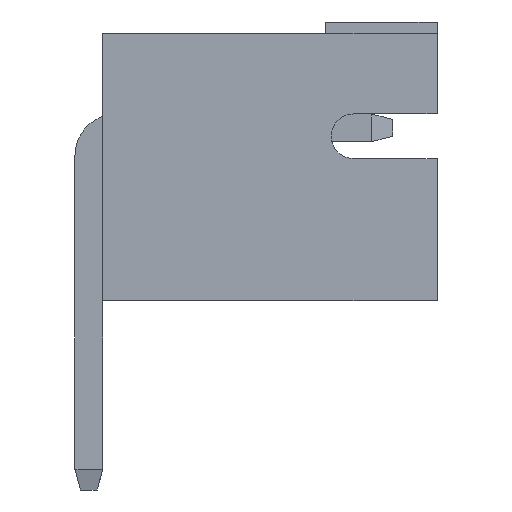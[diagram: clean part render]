
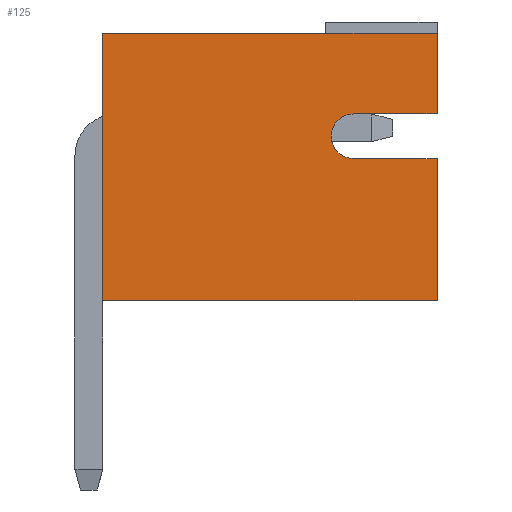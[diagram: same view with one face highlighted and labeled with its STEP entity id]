
A CAD part, left-side view. The second image highlights one B-rep face of the part: STEP entity #125.
In plain terms, the highlighted planar face has unit normal (-1, 0, 0).
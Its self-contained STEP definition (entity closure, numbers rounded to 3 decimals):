
#125=ADVANCED_FACE('',(#2296),#2298,.T.);
#2296=FACE_BOUND('',#2297,.T.);
#2297=EDGE_LOOP('',(#4054,#4055,#4056,#4057,#4058,#4059,#4060,#4061));
#2298=PLANE('',#2299);
#2299=AXIS2_PLACEMENT_3D('',#2300,#2301,#2302);
#2300=CARTESIAN_POINT('',(-1.95,0.,0.));
#2301=DIRECTION('',(-1.,0.,0.));
#2302=DIRECTION('',(0.,0.,1.));
#4054=ORIENTED_EDGE('',*,*,#5279,.T.);
#4055=ORIENTED_EDGE('',*,*,#5219,.T.);
#4056=ORIENTED_EDGE('',*,*,#5273,.T.);
#4057=ORIENTED_EDGE('',*,*,#5280,.T.);
#4058=ORIENTED_EDGE('',*,*,#5281,.T.);
#4059=ORIENTED_EDGE('',*,*,#5282,.T.);
#4060=ORIENTED_EDGE('',*,*,#5283,.T.);
#4061=ORIENTED_EDGE('',*,*,#5284,.T.);
#5219=EDGE_CURVE('',#5846,#5844,#5847,.T.);
#5273=EDGE_CURVE('',#5844,#5948,#5950,.T.);
#5279=EDGE_CURVE('',#5958,#5846,#5959,.F.);
#5280=EDGE_CURVE('',#5948,#5960,#5961,.T.);
#5281=EDGE_CURVE('',#5960,#5962,#5963,.T.);
#5282=EDGE_CURVE('',#5962,#5964,#5965,.T.);
#5283=EDGE_CURVE('',#5964,#5966,#5967,.F.);
#5284=EDGE_CURVE('',#5966,#5958,#5968,.F.);
#5844=VERTEX_POINT('',#6865);
#5846=VERTEX_POINT('',#6869);
#5847=LINE('',#6870,#6871);
#5948=VERTEX_POINT('',#7077);
#5950=LINE('',#7081,#7082);
#5958=VERTEX_POINT('',#7101);
#5959=LINE('',#7102,#7103);
#5960=VERTEX_POINT('',#7105);
#5961=LINE('',#7106,#7107);
#5962=VERTEX_POINT('',#7109);
#5963=LINE('',#7110,#7111);
#5964=VERTEX_POINT('',#7113);
#5965=LINE('',#7114,#7115);
#5966=VERTEX_POINT('',#7117);
#5967=LINE('',#7118,#7119);
#5968=CIRCLE('',#7121,0.4);
#6865=CARTESIAN_POINT('',(-1.95,-6.25,4.8));
#6869=CARTESIAN_POINT('',(-1.95,-6.25,3.35));
#6870=CARTESIAN_POINT('',(-1.95,-6.25,3.35));
#6871=VECTOR('',#6872,1.);
#6872=DIRECTION('',(0.,0.,1.));
#7077=CARTESIAN_POINT('',(-1.95,-0.25,4.8));
#7081=CARTESIAN_POINT('',(-1.95,-6.25,4.8));
#7082=VECTOR('',#7083,1.);
#7083=DIRECTION('',(0.,1.,0.));
#7101=CARTESIAN_POINT('',(-1.95,-4.75,3.35));
#7102=CARTESIAN_POINT('',(-1.95,-6.25,3.35));
#7103=VECTOR('',#7104,1.);
#7104=DIRECTION('',(0.,1.,0.));
#7105=CARTESIAN_POINT('',(-1.95,-0.25,0.));
#7106=CARTESIAN_POINT('',(-1.95,-0.25,4.8));
#7107=VECTOR('',#7108,1.);
#7108=DIRECTION('',(0.,0.,-1.));
#7109=CARTESIAN_POINT('',(-1.95,-6.25,0.));
#7110=CARTESIAN_POINT('',(-1.95,-0.25,0.));
#7111=VECTOR('',#7112,1.);
#7112=DIRECTION('',(0.,-1.,0.));
#7113=CARTESIAN_POINT('',(-1.95,-6.25,2.55));
#7114=CARTESIAN_POINT('',(-1.95,-6.25,0.));
#7115=VECTOR('',#7116,1.);
#7116=DIRECTION('',(0.,0.,1.));
#7117=CARTESIAN_POINT('',(-1.95,-4.75,2.55));
#7118=CARTESIAN_POINT('',(-1.95,-4.75,2.55));
#7119=VECTOR('',#7120,1.);
#7120=DIRECTION('',(0.,-1.,0.));
#7121=AXIS2_PLACEMENT_3D('',#7122,#7123,#7124);
#7122=CARTESIAN_POINT('',(-1.95,-4.75,2.95));
#7123=DIRECTION('',(-1.,0.,0.));
#7124=DIRECTION('',(0.,0.,1.));
